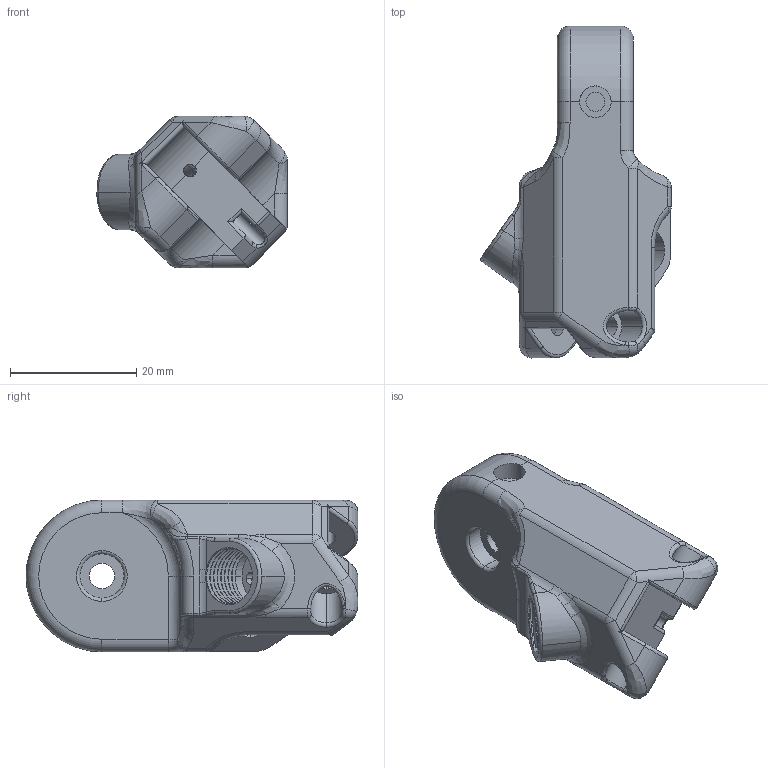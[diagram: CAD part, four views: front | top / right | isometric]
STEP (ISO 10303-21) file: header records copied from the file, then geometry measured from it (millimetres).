
FILE_DESCRIPTION (( 'STEP AP214' ), '1' );
FILE_NAME ('Tmeta.STEP', '2025-01-20T22:42:05', ( '' ), ( '' ), 'SwSTEP 2.0', 'SolidWorks 2025', '' );
FILE_SCHEMA (( 'AUTOMOTIVE_DESIGN' ));
Length unit declared in the file: millimetre
Products named in the file (1): Tmeta
Bounding box: 30.12 x 52.49 x 24 mm (x, y, z)
Volume: 14008 mm3; surface area: 5781 mm2
Topology: 1 solids, 1 shells, 260 faces, 639 edges, 377 vertices
Faces by surface type: cylinder 115, bspline 58, plane 48, torus 27, sphere 12
Entity records: 10204 total; most frequent: CARTESIAN_POINT 4556, ORIENTED_EDGE 1266, DIRECTION 1127, EDGE_CURVE 633, AXIS2_PLACEMENT_3D 461, VERTEX_POINT 377, EDGE_LOOP 276, FACE_OUTER_BOUND 260
